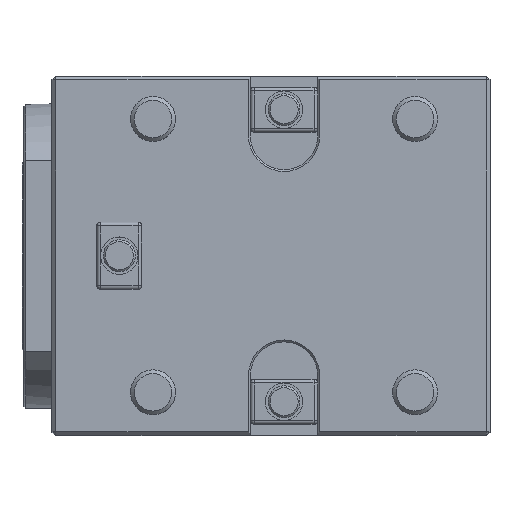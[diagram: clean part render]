
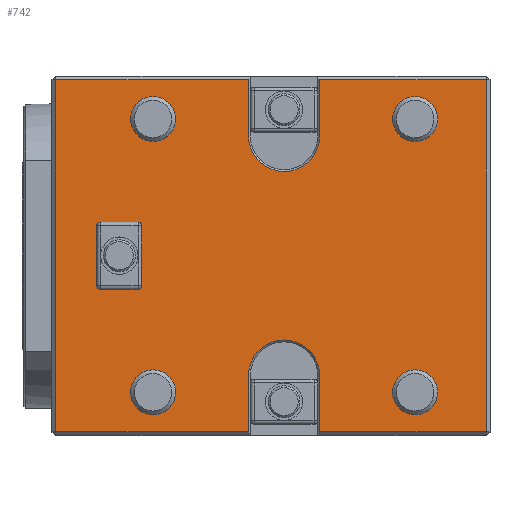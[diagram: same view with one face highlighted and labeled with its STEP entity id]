
A CAD part, top view. The second image highlights one B-rep face of the part: STEP entity #742.
In plain terms, the highlighted planar face has unit normal (0, 0, 1).
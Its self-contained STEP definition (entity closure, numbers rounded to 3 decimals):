
#122=LINE('',#4358,#326);
#151=LINE('',#4420,#355);
#154=LINE('',#4426,#358);
#158=LINE('',#4434,#362);
#161=LINE('',#4439,#365);
#183=LINE('',#4482,#387);
#186=LINE('',#4488,#390);
#189=LINE('',#4493,#393);
#193=LINE('',#4500,#397);
#198=LINE('',#4510,#402);
#218=LINE('',#4550,#422);
#219=LINE('',#4555,#423);
#220=LINE('',#4559,#424);
#221=LINE('',#4563,#425);
#326=VECTOR('',#3250,1.);
#355=VECTOR('',#3311,1.);
#358=VECTOR('',#3316,1.);
#362=VECTOR('',#3322,1.);
#365=VECTOR('',#3327,1.);
#387=VECTOR('',#3363,1.);
#390=VECTOR('',#3368,1.);
#393=VECTOR('',#3373,1.);
#397=VECTOR('',#3379,1.);
#402=VECTOR('',#3386,1.);
#422=VECTOR('',#3420,1.);
#423=VECTOR('',#3423,1.);
#424=VECTOR('',#3426,1.);
#425=VECTOR('',#3429,1.);
#578=FACE_BOUND('',#1163,.T.);
#579=FACE_BOUND('',#1164,.T.);
#580=FACE_BOUND('',#1165,.T.);
#581=FACE_BOUND('',#1166,.T.);
#582=FACE_BOUND('',#1167,.T.);
#583=FACE_BOUND('',#1168,.T.);
#742=ADVANCED_FACE('',(#578,#579,#580,#581,#582,#583),#916,.T.);
#916=PLANE('',#2901);
#1163=EDGE_LOOP('',(#1605,#1606,#1607,#1608,#1609,#1610,#1611,#1612));
#1164=EDGE_LOOP('',(#1613));
#1165=EDGE_LOOP('',(#1614));
#1166=EDGE_LOOP('',(#1615));
#1167=EDGE_LOOP('',(#1616));
#1168=EDGE_LOOP('',(#1617,#1618,#1619,#1620,#1621,#1622,#1623,#1624,#1625,
#1626,#1627,#1628));
#1605=ORIENTED_EDGE('',*,*,#2466,.F.);
#1606=ORIENTED_EDGE('',*,*,#2467,.F.);
#1607=ORIENTED_EDGE('',*,*,#2468,.F.);
#1608=ORIENTED_EDGE('',*,*,#2469,.F.);
#1609=ORIENTED_EDGE('',*,*,#2470,.F.);
#1610=ORIENTED_EDGE('',*,*,#2471,.F.);
#1611=ORIENTED_EDGE('',*,*,#2472,.F.);
#1612=ORIENTED_EDGE('',*,*,#2473,.F.);
#1613=ORIENTED_EDGE('',*,*,#2474,.F.);
#1614=ORIENTED_EDGE('',*,*,#2475,.F.);
#1615=ORIENTED_EDGE('',*,*,#2476,.F.);
#1616=ORIENTED_EDGE('',*,*,#2477,.F.);
#1617=ORIENTED_EDGE('',*,*,#2445,.T.);
#1618=ORIENTED_EDGE('',*,*,#2440,.T.);
#1619=ORIENTED_EDGE('',*,*,#2430,.T.);
#1620=ORIENTED_EDGE('',*,*,#2404,.T.);
#1621=ORIENTED_EDGE('',*,*,#2407,.T.);
#1622=ORIENTED_EDGE('',*,*,#2392,.T.);
#1623=ORIENTED_EDGE('',*,*,#2400,.T.);
#1624=ORIENTED_EDGE('',*,*,#2397,.T.);
#1625=ORIENTED_EDGE('',*,*,#2363,.T.);
#1626=ORIENTED_EDGE('',*,*,#2433,.T.);
#1627=ORIENTED_EDGE('',*,*,#2436,.T.);
#1628=ORIENTED_EDGE('',*,*,#2358,.T.);
#2084=VERTEX_POINT('',#4262);
#2089=VERTEX_POINT('',#4272);
#2090=VERTEX_POINT('',#4276);
#2095=VERTEX_POINT('',#4286);
#2116=VERTEX_POINT('',#4343);
#2119=VERTEX_POINT('',#4348);
#2134=VERTEX_POINT('',#4409);
#2135=VERTEX_POINT('',#4411);
#2139=VERTEX_POINT('',#4421);
#2142=VERTEX_POINT('',#4432);
#2159=VERTEX_POINT('',#4486);
#2164=VERTEX_POINT('',#4501);
#2181=VERTEX_POINT('',#4551);
#2182=VERTEX_POINT('',#4552);
#2183=VERTEX_POINT('',#4554);
#2184=VERTEX_POINT('',#4556);
#2185=VERTEX_POINT('',#4558);
#2186=VERTEX_POINT('',#4560);
#2187=VERTEX_POINT('',#4562);
#2188=VERTEX_POINT('',#4564);
#2189=VERTEX_POINT('',#4567);
#2190=VERTEX_POINT('',#4569);
#2191=VERTEX_POINT('',#4571);
#2192=VERTEX_POINT('',#4573);
#2358=EDGE_CURVE('',#2116,#2119,#2678,.T.);
#2363=EDGE_CURVE('',#2090,#2084,#122,.T.);
#2392=EDGE_CURVE('',#2135,#2134,#2682,.T.);
#2397=EDGE_CURVE('',#2139,#2090,#151,.T.);
#2400=EDGE_CURVE('',#2134,#2139,#154,.T.);
#2404=EDGE_CURVE('',#2095,#2142,#158,.T.);
#2407=EDGE_CURVE('',#2142,#2135,#161,.T.);
#2430=EDGE_CURVE('',#2089,#2095,#183,.T.);
#2433=EDGE_CURVE('',#2084,#2159,#186,.T.);
#2436=EDGE_CURVE('',#2159,#2116,#189,.T.);
#2440=EDGE_CURVE('',#2164,#2089,#193,.T.);
#2445=EDGE_CURVE('',#2119,#2164,#198,.T.);
#2466=EDGE_CURVE('',#2181,#2182,#218,.T.);
#2467=EDGE_CURVE('',#2183,#2181,#2686,.T.);
#2468=EDGE_CURVE('',#2184,#2183,#219,.T.);
#2469=EDGE_CURVE('',#2185,#2184,#2687,.T.);
#2470=EDGE_CURVE('',#2186,#2185,#220,.T.);
#2471=EDGE_CURVE('',#2187,#2186,#2688,.T.);
#2472=EDGE_CURVE('',#2188,#2187,#221,.T.);
#2473=EDGE_CURVE('',#2182,#2188,#2689,.T.);
#2474=EDGE_CURVE('',#2189,#2189,#2690,.T.);
#2475=EDGE_CURVE('',#2190,#2190,#2691,.T.);
#2476=EDGE_CURVE('',#2191,#2191,#2692,.T.);
#2477=EDGE_CURVE('',#2192,#2192,#2693,.T.);
#2678=CIRCLE('',#2853,9.5);
#2682=CIRCLE('',#2869,9.5);
#2686=CIRCLE('',#2893,1.);
#2687=CIRCLE('',#2894,1.);
#2688=CIRCLE('',#2895,1.);
#2689=CIRCLE('',#2896,1.);
#2690=CIRCLE('',#2897,6.);
#2691=CIRCLE('',#2898,6.);
#2692=CIRCLE('',#2899,6.);
#2693=CIRCLE('',#2900,6.);
#2853=AXIS2_PLACEMENT_3D('',#4349,#3240,#3241);
#2869=AXIS2_PLACEMENT_3D('',#4410,#3302,#3303);
#2893=AXIS2_PLACEMENT_3D('',#4553,#3421,#3422);
#2894=AXIS2_PLACEMENT_3D('',#4557,#3424,#3425);
#2895=AXIS2_PLACEMENT_3D('',#4561,#3427,#3428);
#2896=AXIS2_PLACEMENT_3D('',#4565,#3430,#3431);
#2897=AXIS2_PLACEMENT_3D('',#4566,#3432,#3433);
#2898=AXIS2_PLACEMENT_3D('',#4568,#3434,#3435);
#2899=AXIS2_PLACEMENT_3D('',#4570,#3436,#3437);
#2900=AXIS2_PLACEMENT_3D('',#4572,#3438,#3439);
#2901=AXIS2_PLACEMENT_3D('',#4574,#3440,#3441);
#3240=DIRECTION('',(0.,0.,-1.));
#3241=DIRECTION('',(-1.,0.,0.));
#3250=DIRECTION('',(0.,-1.,0.));
#3302=DIRECTION('',(0.,0.,-1.));
#3303=DIRECTION('',(-1.,0.,0.));
#3311=DIRECTION('',(-1.,0.,0.));
#3316=DIRECTION('',(0.,1.,0.));
#3322=DIRECTION('',(-1.,0.,0.));
#3327=DIRECTION('',(0.,-1.,0.));
#3363=DIRECTION('',(0.,1.,0.));
#3368=DIRECTION('',(1.,0.,0.));
#3373=DIRECTION('',(0.,1.,0.));
#3379=DIRECTION('',(1.,0.,0.));
#3386=DIRECTION('',(0.,-1.,0.));
#3420=DIRECTION('',(0.,1.,0.));
#3421=DIRECTION('',(0.,0.,1.));
#3422=DIRECTION('',(1.,0.,0.));
#3423=DIRECTION('',(1.,0.,0.));
#3424=DIRECTION('',(0.,0.,1.));
#3425=DIRECTION('',(1.,0.,0.));
#3426=DIRECTION('',(0.,-1.,0.));
#3427=DIRECTION('',(0.,0.,1.));
#3428=DIRECTION('',(1.,0.,0.));
#3429=DIRECTION('',(-1.,0.,0.));
#3430=DIRECTION('',(0.,0.,1.));
#3431=DIRECTION('',(1.,0.,0.));
#3432=DIRECTION('',(0.,0.,1.));
#3433=DIRECTION('',(1.,0.,0.));
#3434=DIRECTION('',(0.,0.,1.));
#3435=DIRECTION('',(1.,0.,0.));
#3436=DIRECTION('',(0.,0.,1.));
#3437=DIRECTION('',(1.,0.,0.));
#3438=DIRECTION('',(0.,0.,1.));
#3439=DIRECTION('',(1.,0.,0.));
#3440=DIRECTION('',(0.,0.,1.));
#3441=DIRECTION('',(1.,0.,0.));
#4262=CARTESIAN_POINT('',(-61.,-47.,0.));
#4272=CARTESIAN_POINT('',(54.,-47.,0.));
#4276=CARTESIAN_POINT('',(-61.,47.,0.));
#4286=CARTESIAN_POINT('',(54.,47.,0.));
#4343=CARTESIAN_POINT('',(-9.5,-32.,0.));
#4348=CARTESIAN_POINT('',(9.5,-32.,0.));
#4349=CARTESIAN_POINT('',(0.,-32.,0.));
#4358=CARTESIAN_POINT('',(-61.,48.,0.));
#4409=CARTESIAN_POINT('',(-9.5,32.,0.));
#4410=CARTESIAN_POINT('',(0.,32.,0.));
#4411=CARTESIAN_POINT('',(9.5,32.,0.));
#4420=CARTESIAN_POINT('',(-62.,47.,0.));
#4421=CARTESIAN_POINT('',(-9.5,47.,0.));
#4426=CARTESIAN_POINT('',(-9.5,48.,0.));
#4432=CARTESIAN_POINT('',(9.5,47.,0.));
#4434=CARTESIAN_POINT('',(9.5,47.,0.));
#4439=CARTESIAN_POINT('',(9.5,32.,0.));
#4482=CARTESIAN_POINT('',(54.,48.,0.));
#4486=CARTESIAN_POINT('',(-9.5,-47.,0.));
#4488=CARTESIAN_POINT('',(55.,-47.,0.));
#4493=CARTESIAN_POINT('',(-9.5,48.,0.));
#4500=CARTESIAN_POINT('',(55.,-47.,0.));
#4501=CARTESIAN_POINT('',(9.5,-47.,0.));
#4510=CARTESIAN_POINT('',(9.5,48.,0.));
#4550=CARTESIAN_POINT('',(-38.,48.,0.));
#4551=CARTESIAN_POINT('',(-38.,-8.,0.));
#4552=CARTESIAN_POINT('',(-38.,8.,0.));
#4553=CARTESIAN_POINT('',(-39.,-8.,0.));
#4554=CARTESIAN_POINT('',(-39.,-9.,0.));
#4555=CARTESIAN_POINT('',(55.,-9.,0.));
#4556=CARTESIAN_POINT('',(-49.,-9.,0.));
#4557=CARTESIAN_POINT('',(-49.,-8.,0.));
#4558=CARTESIAN_POINT('',(-50.,-8.,0.));
#4559=CARTESIAN_POINT('',(-50.,48.,0.));
#4560=CARTESIAN_POINT('',(-50.,8.,0.));
#4561=CARTESIAN_POINT('',(-49.,8.,0.));
#4562=CARTESIAN_POINT('',(-49.,9.,0.));
#4563=CARTESIAN_POINT('',(55.,9.,0.));
#4564=CARTESIAN_POINT('',(-39.,9.,0.));
#4565=CARTESIAN_POINT('',(-39.,8.,0.));
#4566=CARTESIAN_POINT('',(-35.,-36.5,0.));
#4567=CARTESIAN_POINT('',(-29.,-36.5,0.));
#4568=CARTESIAN_POINT('',(35.,-36.5,0.));
#4569=CARTESIAN_POINT('',(41.,-36.5,0.));
#4570=CARTESIAN_POINT('',(35.,36.5,0.));
#4571=CARTESIAN_POINT('',(41.,36.5,0.));
#4572=CARTESIAN_POINT('',(-35.,36.5,0.));
#4573=CARTESIAN_POINT('',(-29.,36.5,0.));
#4574=CARTESIAN_POINT('',(55.,48.,0.));
